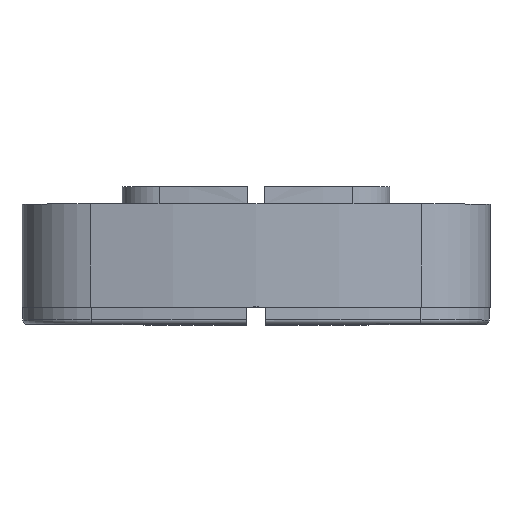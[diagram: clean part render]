
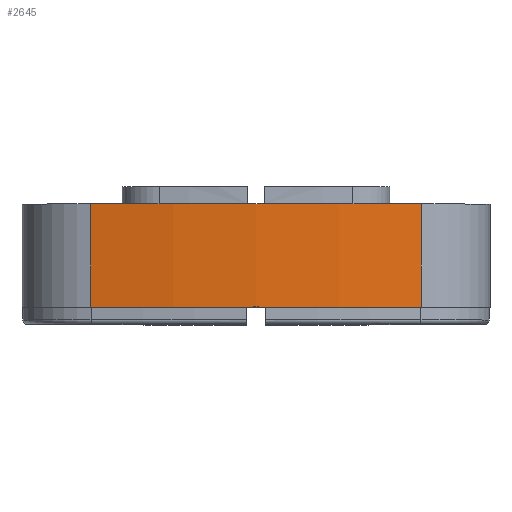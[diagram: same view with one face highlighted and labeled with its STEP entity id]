
A CAD part, top view. The second image highlights one B-rep face of the part: STEP entity #2645.
In plain terms, the highlighted cylindrical face has radius 97.161 mm (diameter 194.322 mm), a partial arc.
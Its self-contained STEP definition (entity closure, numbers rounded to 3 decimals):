
#259=FACE_OUTER_BOUND('',#399,.T.);
#399=EDGE_LOOP('',(#2295,#2296,#2297,#2298));
#598=LINE('',#4680,#793);
#599=LINE('',#4686,#794);
#793=VECTOR('',#3744,10.);
#794=VECTOR('',#3751,10.);
#951=CIRCLE('',#2964,97.161);
#952=CIRCLE('',#2965,97.161);
#1197=VERTEX_POINT('',#4676);
#1198=VERTEX_POINT('',#4678);
#1199=VERTEX_POINT('',#4682);
#1200=VERTEX_POINT('',#4684);
#1573=EDGE_CURVE('',#1197,#1198,#598,.T.);
#1574=EDGE_CURVE('',#1199,#1197,#951,.T.);
#1575=EDGE_CURVE('',#1200,#1198,#952,.T.);
#1576=EDGE_CURVE('',#1199,#1200,#599,.T.);
#2295=ORIENTED_EDGE('',*,*,#1574,.T.);
#2296=ORIENTED_EDGE('',*,*,#1573,.T.);
#2297=ORIENTED_EDGE('',*,*,#1575,.F.);
#2298=ORIENTED_EDGE('',*,*,#1576,.F.);
#2388=CYLINDRICAL_SURFACE('',#2963,97.161);
#2645=ADVANCED_FACE('',(#259),#2388,.T.);
#2963=AXIS2_PLACEMENT_3D('',#4681,#3745,#3746);
#2964=AXIS2_PLACEMENT_3D('',#4683,#3747,#3748);
#2965=AXIS2_PLACEMENT_3D('',#4685,#3749,#3750);
#3744=DIRECTION('',(0.,1.,0.));
#3745=DIRECTION('center_axis',(0.,1.,0.));
#3746=DIRECTION('ref_axis',(1.,0.,0.));
#3747=DIRECTION('center_axis',(0.,1.,0.));
#3748=DIRECTION('ref_axis',(1.,0.,0.));
#3749=DIRECTION('center_axis',(0.,1.,0.));
#3750=DIRECTION('ref_axis',(1.,0.,0.));
#3751=DIRECTION('',(0.,1.,0.));
#4676=CARTESIAN_POINT('',(19.224,2.,95.24));
#4678=CARTESIAN_POINT('',(19.224,14.,95.24));
#4680=CARTESIAN_POINT('',(19.224,2.,95.24));
#4681=CARTESIAN_POINT('Origin',(0.,2.,0.));
#4682=CARTESIAN_POINT('',(-19.224,2.,95.24));
#4683=CARTESIAN_POINT('Origin',(0.,2.,0.));
#4684=CARTESIAN_POINT('',(-19.224,14.,95.24));
#4685=CARTESIAN_POINT('Origin',(0.,14.,0.));
#4686=CARTESIAN_POINT('',(-19.224,2.,95.24));
